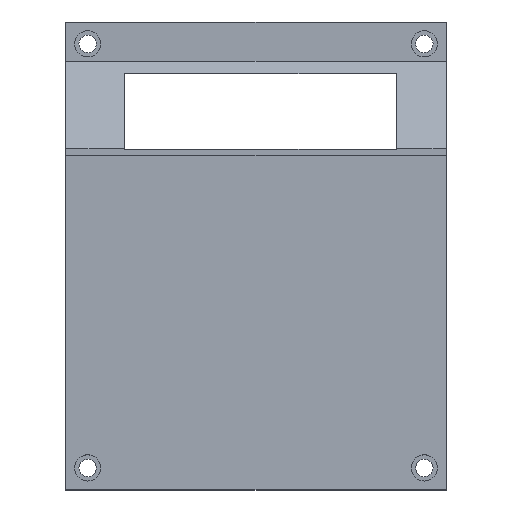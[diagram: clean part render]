
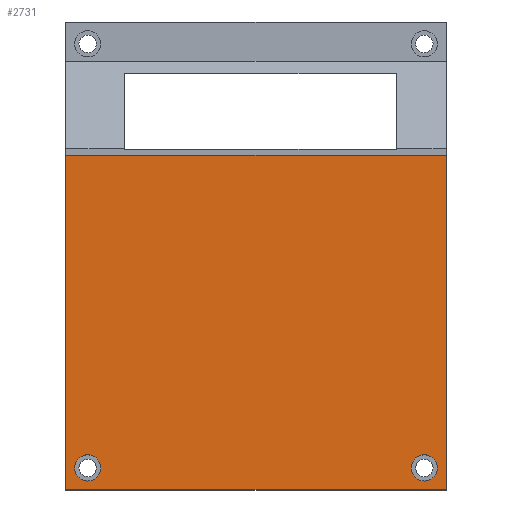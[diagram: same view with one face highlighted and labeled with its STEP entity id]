
A CAD part, top view. The second image highlights one B-rep face of the part: STEP entity #2731.
In plain terms, the highlighted planar face has unit normal (0, 0, 1).
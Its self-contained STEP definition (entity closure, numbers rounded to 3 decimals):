
#518 = PLANE('',#519);
#519 = AXIS2_PLACEMENT_3D('',#520,#521,#522);
#520 = CARTESIAN_POINT('',(-21.75,-26.75,0.));
#521 = DIRECTION('',(-1.,0.,0.));
#522 = DIRECTION('',(0.,1.,0.));
#546 = PLANE('',#547);
#547 = AXIS2_PLACEMENT_3D('',#548,#549,#550);
#548 = CARTESIAN_POINT('',(21.75,-26.75,0.));
#549 = DIRECTION('',(0.,-1.,0.));
#550 = DIRECTION('',(-1.,0.,0.));
#574 = PLANE('',#575);
#575 = AXIS2_PLACEMENT_3D('',#576,#577,#578);
#576 = CARTESIAN_POINT('',(21.75,26.75,0.));
#577 = DIRECTION('',(1.,0.,0.));
#578 = DIRECTION('',(0.,-1.,0.));
#752 = VERTEX_POINT('',#753);
#753 = CARTESIAN_POINT('',(-21.75,11.5,16.));
#790 = PLANE('',#791);
#791 = AXIS2_PLACEMENT_3D('',#792,#793,#794);
#792 = CARTESIAN_POINT('',(0.,0.,16.));
#793 = DIRECTION('',(-0.,-0.,-1.));
#794 = DIRECTION('',(-1.,0.,0.));
#1532 = VERTEX_POINT('',#1533);
#1533 = CARTESIAN_POINT('',(21.75,-26.75,16.));
#1556 = VERTEX_POINT('',#1557);
#1557 = CARTESIAN_POINT('',(21.75,11.5,16.));
#1578 = EDGE_CURVE('',#1556,#1532,#1579,.T.);
#1579 = SURFACE_CURVE('',#1580,(#1584,#1591),.PCURVE_S1.);
#1580 = LINE('',#1581,#1582);
#1581 = CARTESIAN_POINT('',(21.75,26.75,16.));
#1582 = VECTOR('',#1583,1.);
#1583 = DIRECTION('',(0.,-1.,0.));
#1584 = PCURVE('',#574,#1585);
#1585 = DEFINITIONAL_REPRESENTATION('',(#1586),#1590);
#1586 = LINE('',#1587,#1588);
#1587 = CARTESIAN_POINT('',(0.,-16.));
#1588 = VECTOR('',#1589,1.);
#1589 = DIRECTION('',(1.,0.));
#1590 = ( GEOMETRIC_REPRESENTATION_CONTEXT(2) 
PARAMETRIC_REPRESENTATION_CONTEXT() REPRESENTATION_CONTEXT('2D SPACE',''
  ) );
#1591 = PCURVE('',#1592,#1597);
#1592 = PLANE('',#1593);
#1593 = AXIS2_PLACEMENT_3D('',#1594,#1595,#1596);
#1594 = CARTESIAN_POINT('',(0.,0.,16.));
#1595 = DIRECTION('',(-0.,-0.,-1.));
#1596 = DIRECTION('',(-1.,0.,0.));
#1597 = DEFINITIONAL_REPRESENTATION('',(#1598),#1602);
#1598 = LINE('',#1599,#1600);
#1599 = CARTESIAN_POINT('',(-21.75,26.75));
#1600 = VECTOR('',#1601,1.);
#1601 = DIRECTION('',(0.,-1.));
#1602 = ( GEOMETRIC_REPRESENTATION_CONTEXT(2) 
PARAMETRIC_REPRESENTATION_CONTEXT() REPRESENTATION_CONTEXT('2D SPACE',''
  ) );
#1609 = EDGE_CURVE('',#1532,#1610,#1612,.T.);
#1610 = VERTEX_POINT('',#1611);
#1611 = CARTESIAN_POINT('',(-21.75,-26.75,16.));
#1612 = SURFACE_CURVE('',#1613,(#1617,#1624),.PCURVE_S1.);
#1613 = LINE('',#1614,#1615);
#1614 = CARTESIAN_POINT('',(21.75,-26.75,16.));
#1615 = VECTOR('',#1616,1.);
#1616 = DIRECTION('',(-1.,0.,0.));
#1617 = PCURVE('',#546,#1618);
#1618 = DEFINITIONAL_REPRESENTATION('',(#1619),#1623);
#1619 = LINE('',#1620,#1621);
#1620 = CARTESIAN_POINT('',(0.,-16.));
#1621 = VECTOR('',#1622,1.);
#1622 = DIRECTION('',(1.,0.));
#1623 = ( GEOMETRIC_REPRESENTATION_CONTEXT(2) 
PARAMETRIC_REPRESENTATION_CONTEXT() REPRESENTATION_CONTEXT('2D SPACE',''
  ) );
#1624 = PCURVE('',#1592,#1625);
#1625 = DEFINITIONAL_REPRESENTATION('',(#1626),#1630);
#1626 = LINE('',#1627,#1628);
#1627 = CARTESIAN_POINT('',(-21.75,-26.75));
#1628 = VECTOR('',#1629,1.);
#1629 = DIRECTION('',(1.,0.));
#1630 = ( GEOMETRIC_REPRESENTATION_CONTEXT(2) 
PARAMETRIC_REPRESENTATION_CONTEXT() REPRESENTATION_CONTEXT('2D SPACE',''
  ) );
#1659 = EDGE_CURVE('',#1610,#752,#1660,.T.);
#1660 = SURFACE_CURVE('',#1661,(#1665,#1672),.PCURVE_S1.);
#1661 = LINE('',#1662,#1663);
#1662 = CARTESIAN_POINT('',(-21.75,-26.75,16.));
#1663 = VECTOR('',#1664,1.);
#1664 = DIRECTION('',(0.,1.,0.));
#1665 = PCURVE('',#518,#1666);
#1666 = DEFINITIONAL_REPRESENTATION('',(#1667),#1671);
#1667 = LINE('',#1668,#1669);
#1668 = CARTESIAN_POINT('',(0.,-16.));
#1669 = VECTOR('',#1670,1.);
#1670 = DIRECTION('',(1.,0.));
#1671 = ( GEOMETRIC_REPRESENTATION_CONTEXT(2) 
PARAMETRIC_REPRESENTATION_CONTEXT() REPRESENTATION_CONTEXT('2D SPACE',''
  ) );
#1672 = PCURVE('',#1592,#1673);
#1673 = DEFINITIONAL_REPRESENTATION('',(#1674),#1678);
#1674 = LINE('',#1675,#1676);
#1675 = CARTESIAN_POINT('',(21.75,-26.75));
#1676 = VECTOR('',#1677,1.);
#1677 = DIRECTION('',(0.,1.));
#1678 = ( GEOMETRIC_REPRESENTATION_CONTEXT(2) 
PARAMETRIC_REPRESENTATION_CONTEXT() REPRESENTATION_CONTEXT('2D SPACE',''
  ) );
#1906 = EDGE_CURVE('',#1556,#752,#1907,.T.);
#1907 = SURFACE_CURVE('',#1908,(#1912,#1919),.PCURVE_S1.);
#1908 = LINE('',#1909,#1910);
#1909 = CARTESIAN_POINT('',(21.75,11.5,16.));
#1910 = VECTOR('',#1911,1.);
#1911 = DIRECTION('',(-1.,0.,0.));
#1912 = PCURVE('',#790,#1913);
#1913 = DEFINITIONAL_REPRESENTATION('',(#1914),#1918);
#1914 = LINE('',#1915,#1916);
#1915 = CARTESIAN_POINT('',(-21.75,11.5));
#1916 = VECTOR('',#1917,1.);
#1917 = DIRECTION('',(1.,0.));
#1918 = ( GEOMETRIC_REPRESENTATION_CONTEXT(2) 
PARAMETRIC_REPRESENTATION_CONTEXT() REPRESENTATION_CONTEXT('2D SPACE',''
  ) );
#1919 = PCURVE('',#1592,#1920);
#1920 = DEFINITIONAL_REPRESENTATION('',(#1921),#1925);
#1921 = LINE('',#1922,#1923);
#1922 = CARTESIAN_POINT('',(-21.75,11.5));
#1923 = VECTOR('',#1924,1.);
#1924 = DIRECTION('',(1.,0.));
#1925 = ( GEOMETRIC_REPRESENTATION_CONTEXT(2) 
PARAMETRIC_REPRESENTATION_CONTEXT() REPRESENTATION_CONTEXT('2D SPACE',''
  ) );
#2731 = ADVANCED_FACE('',(#2732,#2738,#2773),#1592,.F.);
#2732 = FACE_BOUND('',#2733,.F.);
#2733 = EDGE_LOOP('',(#2734,#2735,#2736,#2737));
#2734 = ORIENTED_EDGE('',*,*,#1609,.T.);
#2735 = ORIENTED_EDGE('',*,*,#1659,.T.);
#2736 = ORIENTED_EDGE('',*,*,#1906,.F.);
#2737 = ORIENTED_EDGE('',*,*,#1578,.T.);
#2738 = FACE_BOUND('',#2739,.F.);
#2739 = EDGE_LOOP('',(#2740));
#2740 = ORIENTED_EDGE('',*,*,#2741,.T.);
#2741 = EDGE_CURVE('',#2742,#2742,#2744,.T.);
#2742 = VERTEX_POINT('',#2743);
#2743 = CARTESIAN_POINT('',(20.75,-24.25,16.));
#2744 = SURFACE_CURVE('',#2745,(#2750,#2761),.PCURVE_S1.);
#2745 = CIRCLE('',#2746,1.5);
#2746 = AXIS2_PLACEMENT_3D('',#2747,#2748,#2749);
#2747 = CARTESIAN_POINT('',(19.25,-24.25,16.));
#2748 = DIRECTION('',(0.,0.,1.));
#2749 = DIRECTION('',(1.,0.,0.));
#2750 = PCURVE('',#1592,#2751);
#2751 = DEFINITIONAL_REPRESENTATION('',(#2752),#2760);
#2752 = ( BOUNDED_CURVE() B_SPLINE_CURVE(2,(#2753,#2754,#2755,#2756,
#2757,#2758,#2759),.UNSPECIFIED.,.T.,.F.) B_SPLINE_CURVE_WITH_KNOTS((1,2
    ,2,2,2,1),(-2.094,0.,2.094,4.189,
6.283,8.378),.UNSPECIFIED.) CURVE() 
GEOMETRIC_REPRESENTATION_ITEM() RATIONAL_B_SPLINE_CURVE((1.,0.5,1.,0.5,
1.,0.5,1.)) REPRESENTATION_ITEM('') );
#2753 = CARTESIAN_POINT('',(-20.75,-24.25));
#2754 = CARTESIAN_POINT('',(-20.75,-21.652));
#2755 = CARTESIAN_POINT('',(-18.5,-22.951));
#2756 = CARTESIAN_POINT('',(-16.25,-24.25));
#2757 = CARTESIAN_POINT('',(-18.5,-25.549));
#2758 = CARTESIAN_POINT('',(-20.75,-26.848));
#2759 = CARTESIAN_POINT('',(-20.75,-24.25));
#2760 = ( GEOMETRIC_REPRESENTATION_CONTEXT(2) 
PARAMETRIC_REPRESENTATION_CONTEXT() REPRESENTATION_CONTEXT('2D SPACE',''
  ) );
#2761 = PCURVE('',#2762,#2767);
#2762 = CYLINDRICAL_SURFACE('',#2763,1.5);
#2763 = AXIS2_PLACEMENT_3D('',#2764,#2765,#2766);
#2764 = CARTESIAN_POINT('',(19.25,-24.25,16.));
#2765 = DIRECTION('',(0.,0.,1.));
#2766 = DIRECTION('',(1.,0.,0.));
#2767 = DEFINITIONAL_REPRESENTATION('',(#2768),#2772);
#2768 = LINE('',#2769,#2770);
#2769 = CARTESIAN_POINT('',(0.,0.));
#2770 = VECTOR('',#2771,1.);
#2771 = DIRECTION('',(1.,0.));
#2772 = ( GEOMETRIC_REPRESENTATION_CONTEXT(2) 
PARAMETRIC_REPRESENTATION_CONTEXT() REPRESENTATION_CONTEXT('2D SPACE',''
  ) );
#2773 = FACE_BOUND('',#2774,.F.);
#2774 = EDGE_LOOP('',(#2775));
#2775 = ORIENTED_EDGE('',*,*,#2776,.T.);
#2776 = EDGE_CURVE('',#2777,#2777,#2779,.T.);
#2777 = VERTEX_POINT('',#2778);
#2778 = CARTESIAN_POINT('',(-17.75,-24.25,16.));
#2779 = SURFACE_CURVE('',#2780,(#2785,#2796),.PCURVE_S1.);
#2780 = CIRCLE('',#2781,1.5);
#2781 = AXIS2_PLACEMENT_3D('',#2782,#2783,#2784);
#2782 = CARTESIAN_POINT('',(-19.25,-24.25,16.));
#2783 = DIRECTION('',(0.,0.,1.));
#2784 = DIRECTION('',(1.,0.,0.));
#2785 = PCURVE('',#1592,#2786);
#2786 = DEFINITIONAL_REPRESENTATION('',(#2787),#2795);
#2787 = ( BOUNDED_CURVE() B_SPLINE_CURVE(2,(#2788,#2789,#2790,#2791,
#2792,#2793,#2794),.UNSPECIFIED.,.T.,.F.) B_SPLINE_CURVE_WITH_KNOTS((1,2
    ,2,2,2,1),(-2.094,0.,2.094,4.189,
6.283,8.378),.UNSPECIFIED.) CURVE() 
GEOMETRIC_REPRESENTATION_ITEM() RATIONAL_B_SPLINE_CURVE((1.,0.5,1.,0.5,
1.,0.5,1.)) REPRESENTATION_ITEM('') );
#2788 = CARTESIAN_POINT('',(17.75,-24.25));
#2789 = CARTESIAN_POINT('',(17.75,-21.652));
#2790 = CARTESIAN_POINT('',(20.,-22.951));
#2791 = CARTESIAN_POINT('',(22.25,-24.25));
#2792 = CARTESIAN_POINT('',(20.,-25.549));
#2793 = CARTESIAN_POINT('',(17.75,-26.848));
#2794 = CARTESIAN_POINT('',(17.75,-24.25));
#2795 = ( GEOMETRIC_REPRESENTATION_CONTEXT(2) 
PARAMETRIC_REPRESENTATION_CONTEXT() REPRESENTATION_CONTEXT('2D SPACE',''
  ) );
#2796 = PCURVE('',#2797,#2802);
#2797 = CYLINDRICAL_SURFACE('',#2798,1.5);
#2798 = AXIS2_PLACEMENT_3D('',#2799,#2800,#2801);
#2799 = CARTESIAN_POINT('',(-19.25,-24.25,16.));
#2800 = DIRECTION('',(0.,0.,1.));
#2801 = DIRECTION('',(1.,0.,0.));
#2802 = DEFINITIONAL_REPRESENTATION('',(#2803),#2807);
#2803 = LINE('',#2804,#2805);
#2804 = CARTESIAN_POINT('',(0.,0.));
#2805 = VECTOR('',#2806,1.);
#2806 = DIRECTION('',(1.,0.));
#2807 = ( GEOMETRIC_REPRESENTATION_CONTEXT(2) 
PARAMETRIC_REPRESENTATION_CONTEXT() REPRESENTATION_CONTEXT('2D SPACE',''
  ) );
